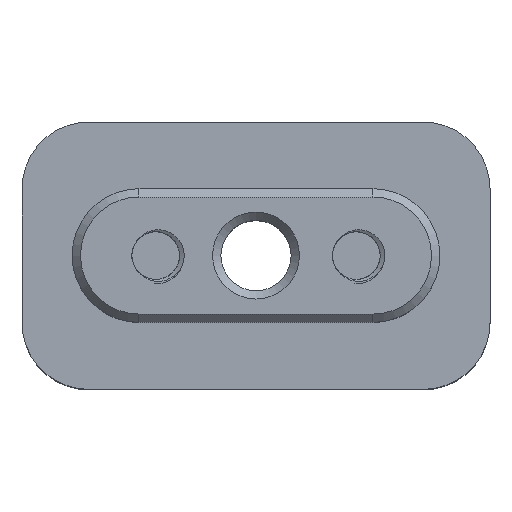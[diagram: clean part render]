
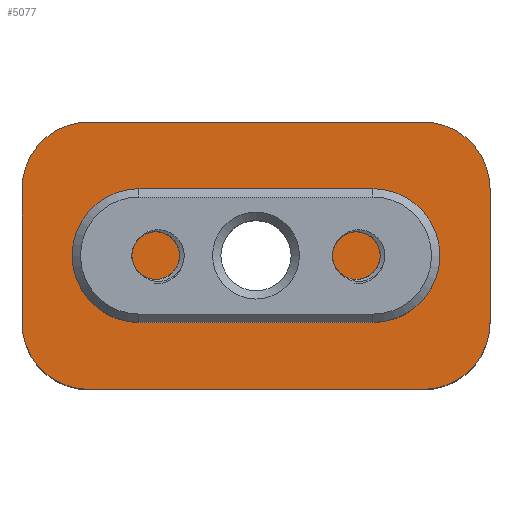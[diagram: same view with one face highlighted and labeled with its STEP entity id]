
A CAD part, top view. The second image highlights one B-rep face of the part: STEP entity #5077.
In plain terms, the highlighted planar face has unit normal (0, 0, 1).
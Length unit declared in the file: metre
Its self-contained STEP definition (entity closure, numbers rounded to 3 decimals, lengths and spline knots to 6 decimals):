
#135=CIRCLE('',#5386,0.004);
#136=CIRCLE('',#5387,0.004);
#137=CIRCLE('',#5388,0.004);
#138=CIRCLE('',#5389,0.004);
#387=ORIENTED_EDGE('',*,*,#1891,.F.);
#388=ORIENTED_EDGE('',*,*,#1892,.F.);
#389=ORIENTED_EDGE('',*,*,#1893,.T.);
#390=ORIENTED_EDGE('',*,*,#1894,.T.);
#391=ORIENTED_EDGE('',*,*,#1889,.T.);
#392=ORIENTED_EDGE('',*,*,#1895,.T.);
#393=ORIENTED_EDGE('',*,*,#1896,.T.);
#394=ORIENTED_EDGE('',*,*,#1897,.T.);
#395=ORIENTED_EDGE('',*,*,#1898,.F.);
#396=ORIENTED_EDGE('',*,*,#1899,.T.);
#397=ORIENTED_EDGE('',*,*,#1900,.F.);
#398=ORIENTED_EDGE('',*,*,#1901,.T.);
#1889=EDGE_CURVE('',#2642,#2641,#3143,.T.);
#1891=EDGE_CURVE('',#2643,#2644,#3145,.T.);
#1892=EDGE_CURVE('',#2645,#2643,#3146,.T.);
#1893=EDGE_CURVE('',#2645,#2646,#3147,.T.);
#1894=EDGE_CURVE('',#2646,#2644,#3148,.T.);
#1895=EDGE_CURVE('',#2641,#2647,#135,.T.);
#1896=EDGE_CURVE('',#2647,#2648,#3149,.T.);
#1897=EDGE_CURVE('',#2648,#2649,#136,.T.);
#1898=EDGE_CURVE('',#2650,#2649,#3150,.T.);
#1899=EDGE_CURVE('',#2650,#2651,#137,.T.);
#1900=EDGE_CURVE('',#2652,#2651,#3151,.T.);
#1901=EDGE_CURVE('',#2652,#2642,#138,.T.);
#2641=VERTEX_POINT('',#7481);
#2642=VERTEX_POINT('',#7483);
#2643=VERTEX_POINT('',#7487);
#2644=VERTEX_POINT('',#7488);
#2645=VERTEX_POINT('',#7490);
#2646=VERTEX_POINT('',#7492);
#2647=VERTEX_POINT('',#7495);
#2648=VERTEX_POINT('',#7497);
#2649=VERTEX_POINT('',#7499);
#2650=VERTEX_POINT('',#7501);
#2651=VERTEX_POINT('',#7503);
#2652=VERTEX_POINT('',#7505);
#3143=LINE('',#7482,#3689);
#3145=LINE('',#7486,#3691);
#3146=LINE('',#7489,#3692);
#3147=LINE('',#7491,#3693);
#3148=LINE('',#7493,#3694);
#3149=LINE('',#7496,#3695);
#3150=LINE('',#7500,#3696);
#3151=LINE('',#7504,#3697);
#3689=VECTOR('',#5944,1.);
#3691=VECTOR('',#5948,1.);
#3692=VECTOR('',#5949,1.);
#3693=VECTOR('',#5950,1.);
#3694=VECTOR('',#5951,1.);
#3695=VECTOR('',#5954,1.);
#3696=VECTOR('',#5957,1.);
#3697=VECTOR('',#5960,1.);
#4183=EDGE_LOOP('',(#387,#388,#389,#390));
#4184=EDGE_LOOP('',(#391,#392,#393,#394,#395,#396,#397,#398));
#4531=FACE_BOUND('',#4183,.T.);
#4532=FACE_BOUND('',#4184,.T.);
#4879=PLANE('',#5385);
#5077=ADVANCED_FACE('',(#4531,#4532),#4879,.T.);
#5385=AXIS2_PLACEMENT_3D('',#7485,#5946,#5947);
#5386=AXIS2_PLACEMENT_3D('',#7494,#5952,#5953);
#5387=AXIS2_PLACEMENT_3D('',#7498,#5955,#5956);
#5388=AXIS2_PLACEMENT_3D('',#7502,#5958,#5959);
#5389=AXIS2_PLACEMENT_3D('',#7506,#5961,#5962);
#5944=DIRECTION('',(0.,1.,0.));
#5946=DIRECTION('',(0.,0.,1.));
#5947=DIRECTION('',(1.,0.,0.));
#5948=DIRECTION('',(-1.,0.,0.));
#5949=DIRECTION('',(0.,1.,0.));
#5950=DIRECTION('',(-1.,0.,0.));
#5951=DIRECTION('',(0.,1.,0.));
#5952=DIRECTION('',(0.,0.,1.));
#5953=DIRECTION('',(1.,0.,0.));
#5954=DIRECTION('',(-1.,0.,0.));
#5955=DIRECTION('',(0.,0.,1.));
#5956=DIRECTION('',(1.,0.,0.));
#5957=DIRECTION('',(0.,1.,0.));
#5958=DIRECTION('',(0.,0.,1.));
#5959=DIRECTION('',(1.,0.,0.));
#5960=DIRECTION('',(-1.,0.,0.));
#5961=DIRECTION('',(0.,0.,1.));
#5962=DIRECTION('',(1.,0.,0.));
#7481=CARTESIAN_POINT('',(0.014,0.,0.0195));
#7482=CARTESIAN_POINT('',(0.014,-0.008,0.0195));
#7483=CARTESIAN_POINT('',(0.014,-0.008,0.0195));
#7485=CARTESIAN_POINT('',(-0.009,-0.008,0.0195));
#7486=CARTESIAN_POINT('',(0.009,0.,0.0195));
#7487=CARTESIAN_POINT('',(0.004,0.,0.0195));
#7488=CARTESIAN_POINT('',(-0.004,0.,0.0195));
#7489=CARTESIAN_POINT('',(0.004,-0.008,0.0195));
#7490=CARTESIAN_POINT('',(0.004,-0.008,0.0195));
#7491=CARTESIAN_POINT('',(0.009,-0.008,0.0195));
#7492=CARTESIAN_POINT('',(-0.004,-0.008,0.0195));
#7493=CARTESIAN_POINT('',(-0.004,-0.008,0.0195));
#7494=CARTESIAN_POINT('',(0.01,0.,0.0195));
#7495=CARTESIAN_POINT('',(0.01,0.004,0.0195));
#7496=CARTESIAN_POINT('',(0.009,0.004,0.0195));
#7497=CARTESIAN_POINT('',(-0.01,0.004,0.0195));
#7498=CARTESIAN_POINT('',(-0.01,0.,0.0195));
#7499=CARTESIAN_POINT('',(-0.014,0.,0.0195));
#7500=CARTESIAN_POINT('',(-0.014,-0.008,0.0195));
#7501=CARTESIAN_POINT('',(-0.014,-0.008,0.0195));
#7502=CARTESIAN_POINT('',(-0.01,-0.008,0.0195));
#7503=CARTESIAN_POINT('',(-0.01,-0.012,0.0195));
#7504=CARTESIAN_POINT('',(0.009,-0.012,0.0195));
#7505=CARTESIAN_POINT('',(0.01,-0.012,0.0195));
#7506=CARTESIAN_POINT('',(0.01,-0.008,0.0195));
